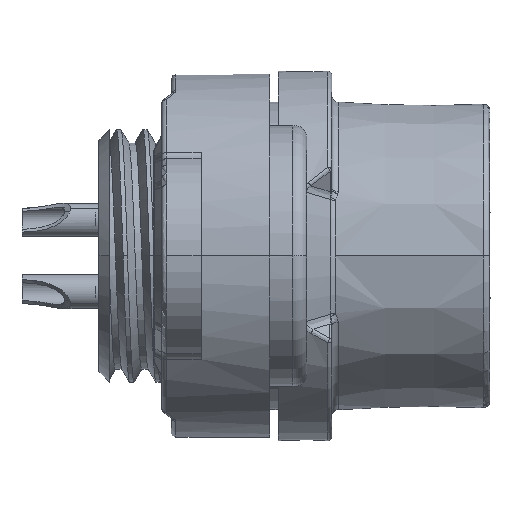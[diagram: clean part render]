
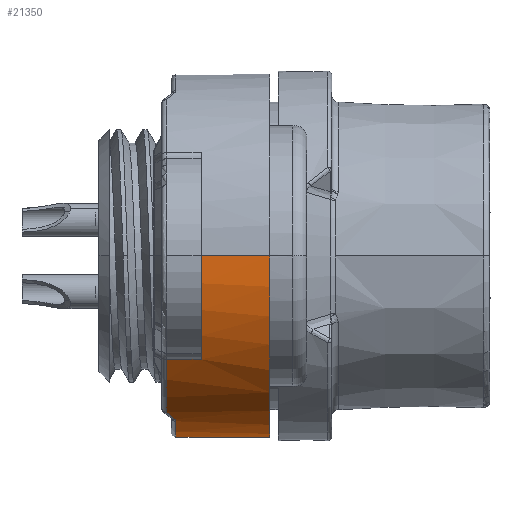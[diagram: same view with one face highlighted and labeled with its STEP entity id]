
A CAD part, front view. The second image highlights one B-rep face of the part: STEP entity #21350.
In plain terms, the highlighted cylindrical face has radius 8.625 mm (diameter 17.25 mm), a partial arc.
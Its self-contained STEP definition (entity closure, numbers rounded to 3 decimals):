
#267 = EDGE_CURVE ( 'NONE', #34036, #5714, #31492, .T. ) ;
#356 = CIRCLE ( 'NONE', #15155, 8.625 ) ;
#777 = DIRECTION ( 'NONE',  ( 0., 0., 1. ) ) ;
#1057 = EDGE_CURVE ( 'NONE', #10593, #3317, #35591, .T. ) ;
#1112 = CARTESIAN_POINT ( 'NONE',  ( 7.809, 2.249, -43.696 ) ) ;
#2044 = CARTESIAN_POINT ( 'NONE',  ( 7.413, 2.699, -44.442 ) ) ;
#2187 = ORIENTED_EDGE ( 'NONE', *, *, #14884, .T. ) ;
#2247 = DIRECTION ( 'NONE',  ( 0., 0., 1. ) ) ;
#2289 = VECTOR ( 'NONE', #6538, 1000. ) ;
#2646 = CARTESIAN_POINT ( 'NONE',  ( 0., 2.249, -40.033 ) ) ;
#3182 = CARTESIAN_POINT ( 'NONE',  ( 0., 2.699, -31.408 ) ) ;
#3317 = VERTEX_POINT ( 'NONE', #35342 ) ;
#4104 = ORIENTED_EDGE ( 'NONE', *, *, #33862, .F. ) ;
#4298 = VERTEX_POINT ( 'NONE', #16220 ) ;
#4361 = ORIENTED_EDGE ( 'NONE', *, *, #267, .T. ) ;
#4469 = CARTESIAN_POINT ( 'NONE',  ( 0., -2.201, -40.033 ) ) ;
#4738 = CARTESIAN_POINT ( 'NONE',  ( 0., 2.924, -48.658 ) ) ;
#5141 = CYLINDRICAL_SURFACE ( 'NONE', #12611, 8.625 ) ;
#5200 = DIRECTION ( 'NONE',  ( 0., -1., 0. ) ) ;
#5501 = DIRECTION ( 'NONE',  ( 0., 0., 1. ) ) ;
#5714 = VERTEX_POINT ( 'NONE', #25849 ) ;
#6021 = CARTESIAN_POINT ( 'NONE',  ( 7.744, 2.309, -36.236 ) ) ;
#6538 = DIRECTION ( 'NONE',  ( 0., -1., 0. ) ) ;
#6570 = VERTEX_POINT ( 'NONE', #37246 ) ;
#6767 = CARTESIAN_POINT ( 'NONE',  ( 0., 2.924, -31.408 ) ) ;
#6982 = CARTESIAN_POINT ( 'NONE',  ( 7.775, 2.27, -36.299 ) ) ;
#7361 = DIRECTION ( 'NONE',  ( 0., 0., 1. ) ) ;
#7656 = VERTEX_POINT ( 'NONE', #2044 ) ;
#7937 = CARTESIAN_POINT ( 'NONE',  ( 7.744, 2.309, -43.831 ) ) ;
#8110 = VECTOR ( 'NONE', #27800, 1000. ) ;
#8527 = ORIENTED_EDGE ( 'NONE', *, *, #15552, .T. ) ;
#8664 = ORIENTED_EDGE ( 'NONE', *, *, #17490, .T. ) ;
#8672 = EDGE_CURVE ( 'NONE', #6570, #10162, #12858, .T. ) ;
#9025 = LINE ( 'NONE', #6767, #2289 ) ;
#9658 = CARTESIAN_POINT ( 'NONE',  ( 7.843, 2.249, -43.622 ) ) ;
#9678 = VERTEX_POINT ( 'NONE', #13820 ) ;
#10162 = VERTEX_POINT ( 'NONE', #12507 ) ;
#10593 = VERTEX_POINT ( 'NONE', #28478 ) ;
#10702 = CARTESIAN_POINT ( 'NONE',  ( 7.532, 2.57, -44.243 ) ) ;
#10998 = EDGE_CURVE ( 'NONE', #7656, #22255, #33953, .T. ) ;
#11772 = DIRECTION ( 'NONE',  ( 0., -1., 0. ) ) ;
#12192 = CARTESIAN_POINT ( 'NONE',  ( 3.537, 2.924, -32.167 ) ) ;
#12507 = CARTESIAN_POINT ( 'NONE',  ( 0., -2.201, -48.658 ) ) ;
#12611 = AXIS2_PLACEMENT_3D ( 'NONE', #28892, #11772, #29013 ) ;
#12654 = VECTOR ( 'NONE', #27032, 1000. ) ;
#12858 = CIRCLE ( 'NONE', #34192, 8.625 ) ;
#12867 = CIRCLE ( 'NONE', #16139, 8.625 ) ;
#13106 = ORIENTED_EDGE ( 'NONE', *, *, #33444, .T. ) ;
#13612 = CARTESIAN_POINT ( 'NONE',  ( 7.413, 2.699, -44.442 ) ) ;
#13820 = CARTESIAN_POINT ( 'NONE',  ( 0., 1.049, -48.658 ) ) ;
#14080 = ORIENTED_EDGE ( 'NONE', *, *, #34533, .T. ) ;
#14224 = CARTESIAN_POINT ( 'NONE',  ( 0., 1.049, -40.033 ) ) ;
#14302 = EDGE_CURVE ( 'NONE', #10593, #9678, #29826, .T. ) ;
#14884 = EDGE_CURVE ( 'NONE', #25533, #34036, #27923, .T. ) ;
#15155 = AXIS2_PLACEMENT_3D ( 'NONE', #36701, #19455, #2247 ) ;
#15314 = ORIENTED_EDGE ( 'NONE', *, *, #28942, .F. ) ;
#15552 = EDGE_CURVE ( 'NONE', #3317, #7656, #23491, .T. ) ;
#15591 = CARTESIAN_POINT ( 'NONE',  ( 7.744, 2.309, -43.831 ) ) ;
#16139 = AXIS2_PLACEMENT_3D ( 'NONE', #2646, #22757, #5501 ) ;
#16220 = CARTESIAN_POINT ( 'NONE',  ( 3.537, -0.701, -32.167 ) ) ;
#17133 = DIRECTION ( 'NONE',  ( 0., 0., -1. ) ) ;
#17359 = VERTEX_POINT ( 'NONE', #3182 ) ;
#17490 = EDGE_CURVE ( 'NONE', #17359, #28808, #9025, .T. ) ;
#17589 = ORIENTED_EDGE ( 'NONE', *, *, #14302, .F. ) ;
#18008 = DIRECTION ( 'NONE',  ( 0., -1., 0. ) ) ;
#18348 = CARTESIAN_POINT ( 'NONE',  ( 7.775, 2.27, -43.768 ) ) ;
#19455 = DIRECTION ( 'NONE',  ( 0., -1., 0. ) ) ;
#20059 = CARTESIAN_POINT ( 'NONE',  ( 7.642, 2.44, -36.028 ) ) ;
#20191 = CARTESIAN_POINT ( 'NONE',  ( 7.532, 2.57, -35.824 ) ) ;
#20308 = CARTESIAN_POINT ( 'NONE',  ( 7.744, 2.309, -36.236 ) ) ;
#20436 = CARTESIAN_POINT ( 'NONE',  ( 7.413, 2.699, -35.625 ) ) ;
#20459 = AXIS2_PLACEMENT_3D ( 'NONE', #22455, #5200, #25358 ) ;
#21219 = CARTESIAN_POINT ( 'NONE',  ( 7.843, 2.249, -43.622 ) ) ;
#21350 = ADVANCED_FACE ( 'NONE', ( #23176 ), #5141, .T. ) ;
#22255 = VERTEX_POINT ( 'NONE', #15591 ) ;
#22416 = CARTESIAN_POINT ( 'NONE',  ( 7.843, 2.249, -36.444 ) ) ;
#22417 = VECTOR ( 'NONE', #26542, 1000. ) ;
#22455 = CARTESIAN_POINT ( 'NONE',  ( 0., 2.699, -40.033 ) ) ;
#22757 = DIRECTION ( 'NONE',  ( 0., -1., 0. ) ) ;
#23176 = FACE_OUTER_BOUND ( 'NONE', #24938, .T. ) ;
#23318 = AXIS2_PLACEMENT_3D ( 'NONE', #14224, #34335, #17133 ) ;
#23491 = CIRCLE ( 'NONE', #20459, 8.625 ) ;
#24108 = CARTESIAN_POINT ( 'NONE',  ( 7.809, 2.249, -36.371 ) ) ;
#24605 = B_SPLINE_CURVE_WITH_KNOTS ( 'NONE', 3,
 ( #32670, #18348, #1112, #21219 ),
 .UNSPECIFIED., .F., .F.,
 ( 4, 4 ),
 ( 0., 0. ),
 .UNSPECIFIED. ) ;
#24619 = DIRECTION ( 'NONE',  ( 0., 1., 0. ) ) ;
#24631 = CIRCLE ( 'NONE', #32023, 8.625 ) ;
#24938 = EDGE_LOOP ( 'NONE', ( #14080, #8664, #4104, #13106, #30657, #15314, #17589, #35985, #8527, #26061, #27383, #37288, #2187, #4361 ) ) ;
#25184 = CARTESIAN_POINT ( 'NONE',  ( 7.642, 2.44, -44.039 ) ) ;
#25358 = DIRECTION ( 'NONE',  ( 0., 0., 1. ) ) ;
#25533 = VERTEX_POINT ( 'NONE', #22416 ) ;
#25849 = CARTESIAN_POINT ( 'NONE',  ( 7.413, 2.699, -35.625 ) ) ;
#26061 = ORIENTED_EDGE ( 'NONE', *, *, #10998, .T. ) ;
#26542 = DIRECTION ( 'NONE',  ( 0., -1., 0. ) ) ;
#26791 = CARTESIAN_POINT ( 'NONE',  ( 4.906, 2.924, -47.127 ) ) ;
#27009 = CARTESIAN_POINT ( 'NONE',  ( 7.843, 2.249, -36.444 ) ) ;
#27032 = DIRECTION ( 'NONE',  ( 0., 1., 0. ) ) ;
#27132 = CARTESIAN_POINT ( 'NONE',  ( 7.744, 2.309, -36.236 ) ) ;
#27383 = ORIENTED_EDGE ( 'NONE', *, *, #34218, .T. ) ;
#27800 = DIRECTION ( 'NONE',  ( 0., -1., 0. ) ) ;
#27923 = B_SPLINE_CURVE_WITH_KNOTS ( 'NONE', 3,
 ( #27009, #24108, #6982, #27132 ),
 .UNSPECIFIED., .F., .F.,
 ( 4, 4 ),
 ( 0., 0. ),
 .UNSPECIFIED. ) ;
#28478 = CARTESIAN_POINT ( 'NONE',  ( 4.906, 1.049, -47.127 ) ) ;
#28808 = VERTEX_POINT ( 'NONE', #32814 ) ;
#28892 = CARTESIAN_POINT ( 'NONE',  ( 0., 2.924, -40.033 ) ) ;
#28942 = EDGE_CURVE ( 'NONE', #9678, #10162, #31055, .T. ) ;
#29013 = DIRECTION ( 'NONE',  ( 0., 0., -1. ) ) ;
#29826 = CIRCLE ( 'NONE', #23318, 8.625 ) ;
#30657 = ORIENTED_EDGE ( 'NONE', *, *, #8672, .T. ) ;
#31055 = LINE ( 'NONE', #4738, #8110 ) ;
#31492 =( BOUNDED_CURVE ( )  B_SPLINE_CURVE ( 3, ( #20308, #20059, #20191, #20436 ),
 .UNSPECIFIED., .F., .T. ) 
 B_SPLINE_CURVE_WITH_KNOTS ( ( 4, 4 ),
 ( 1.59, 1.671 ),
 .UNSPECIFIED. ) 
 CURVE ( )  GEOMETRIC_REPRESENTATION_ITEM ( )  RATIONAL_B_SPLINE_CURVE ( ( 1., 0.999, 0.999, 1. ) ) 
 REPRESENTATION_ITEM ( '' )  );
#32023 = AXIS2_PLACEMENT_3D ( 'NONE', #35203, #18008, #777 ) ;
#32670 = CARTESIAN_POINT ( 'NONE',  ( 7.744, 2.309, -43.831 ) ) ;
#32745 = LINE ( 'NONE', #12192, #22417 ) ;
#32814 = CARTESIAN_POINT ( 'NONE',  ( 0., -0.701, -31.408 ) ) ;
#33444 = EDGE_CURVE ( 'NONE', #4298, #6570, #32745, .T. ) ;
#33615 = VERTEX_POINT ( 'NONE', #9658 ) ;
#33862 = EDGE_CURVE ( 'NONE', #4298, #28808, #24631, .T. ) ;
#33953 =( BOUNDED_CURVE ( )  B_SPLINE_CURVE ( 3, ( #13612, #10702, #25184, #7937 ),
 .UNSPECIFIED., .F., .F. ) 
 B_SPLINE_CURVE_WITH_KNOTS ( ( 4, 4 ),
 ( 4.612, 4.693 ),
 .UNSPECIFIED. ) 
 CURVE ( )  GEOMETRIC_REPRESENTATION_ITEM ( )  RATIONAL_B_SPLINE_CURVE ( ( 1., 0.999, 0.999, 1. ) ) 
 REPRESENTATION_ITEM ( '' )  );
#34036 = VERTEX_POINT ( 'NONE', #6021 ) ;
#34192 = AXIS2_PLACEMENT_3D ( 'NONE', #4469, #24619, #7361 ) ;
#34218 = EDGE_CURVE ( 'NONE', #22255, #33615, #24605, .T. ) ;
#34335 = DIRECTION ( 'NONE',  ( 0., 1., 0. ) ) ;
#34533 = EDGE_CURVE ( 'NONE', #5714, #17359, #356, .T. ) ;
#35203 = CARTESIAN_POINT ( 'NONE',  ( 0., -0.701, -40.033 ) ) ;
#35342 = CARTESIAN_POINT ( 'NONE',  ( 4.906, 2.699, -47.127 ) ) ;
#35591 = LINE ( 'NONE', #26791, #12654 ) ;
#35803 = EDGE_CURVE ( 'NONE', #33615, #25533, #12867, .T. ) ;
#35985 = ORIENTED_EDGE ( 'NONE', *, *, #1057, .T. ) ;
#36701 = CARTESIAN_POINT ( 'NONE',  ( 0., 2.699, -40.033 ) ) ;
#37246 = CARTESIAN_POINT ( 'NONE',  ( 3.537, -2.201, -32.167 ) ) ;
#37288 = ORIENTED_EDGE ( 'NONE', *, *, #35803, .T. ) ;
